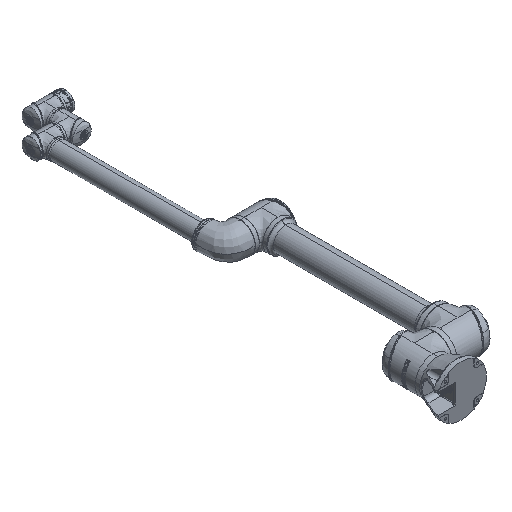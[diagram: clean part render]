
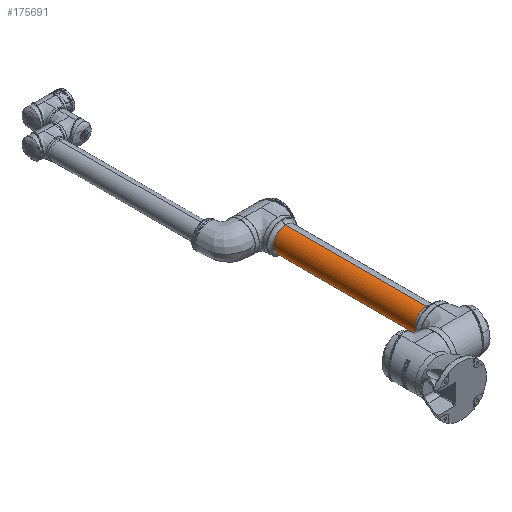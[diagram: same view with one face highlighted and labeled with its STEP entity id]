
A CAD part, isometric view. The second image highlights one B-rep face of the part: STEP entity #175691.
In plain terms, the highlighted cylindrical face has radius 60 mm (diameter 120 mm), a partial arc.
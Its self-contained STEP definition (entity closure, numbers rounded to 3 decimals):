
#6017 = LINE ( 'NONE', #130391, #25422 ) ;
#12553 = ORIENTED_EDGE ( 'NONE', *, *, #138246, .F. ) ;
#13330 = CARTESIAN_POINT ( 'NONE',  ( 86.001, 155.4, -60. ) ) ;
#21267 = VERTEX_POINT ( 'NONE', #93345 ) ;
#23156 = EDGE_LOOP ( 'NONE', ( #12553, #52229, #95973, #36981 ) ) ;
#25422 = VECTOR ( 'NONE', #60492, 1000. ) ;
#28802 = LINE ( 'NONE', #129287, #82717 ) ;
#33322 = CARTESIAN_POINT ( 'NONE',  ( 86.001, 155.4, 0. ) ) ;
#33345 = AXIS2_PLACEMENT_3D ( 'NONE', #147550, #65010, #66196 ) ;
#34674 = DIRECTION ( 'NONE',  ( 0., 0., -1. ) ) ;
#35244 = CARTESIAN_POINT ( 'NONE',  ( 86.001, 875.5, 0. ) ) ;
#36981 = ORIENTED_EDGE ( 'NONE', *, *, #135743, .T. ) ;
#44912 = DIRECTION ( 'NONE',  ( 0., -1., 0. ) ) ;
#44938 = VERTEX_POINT ( 'NONE', #100236 ) ;
#52229 = ORIENTED_EDGE ( 'NONE', *, *, #136558, .T. ) ;
#60492 = DIRECTION ( 'NONE',  ( 0., -1., 0. ) ) ;
#61025 = DIRECTION ( 'NONE',  ( 0., 1., 0. ) ) ;
#65010 = DIRECTION ( 'NONE',  ( 0., -1., 0. ) ) ;
#66196 = DIRECTION ( 'NONE',  ( 0., 0., -1. ) ) ;
#70037 = CIRCLE ( 'NONE', #82984, 60. ) ;
#73004 = EDGE_CURVE ( 'NONE', #95409, #102304, #6017, .T. ) ;
#74528 = CYLINDRICAL_SURFACE ( 'NONE', #103645, 60. ) ;
#82717 = VECTOR ( 'NONE', #44912, 1000. ) ;
#82984 = AXIS2_PLACEMENT_3D ( 'NONE', #33322, #61025, #113535 ) ;
#87390 = CIRCLE ( 'NONE', #33345, 60. ) ;
#93345 = CARTESIAN_POINT ( 'NONE',  ( 86.001, 856.531, 60. ) ) ;
#95409 = VERTEX_POINT ( 'NONE', #178588 ) ;
#95973 = ORIENTED_EDGE ( 'NONE', *, *, #73004, .T. ) ;
#100236 = CARTESIAN_POINT ( 'NONE',  ( 86.001, 155.4, 60. ) ) ;
#102304 = VERTEX_POINT ( 'NONE', #13330 ) ;
#103645 = AXIS2_PLACEMENT_3D ( 'NONE', #35244, #159391, #34674 ) ;
#113535 = DIRECTION ( 'NONE',  ( 0., 0., -1. ) ) ;
#129287 = CARTESIAN_POINT ( 'NONE',  ( 86.001, 875.5, 60. ) ) ;
#130391 = CARTESIAN_POINT ( 'NONE',  ( 86.001, 875.5, -60. ) ) ;
#135743 = EDGE_CURVE ( 'NONE', #102304, #44938, #70037, .T. ) ;
#136558 = EDGE_CURVE ( 'NONE', #21267, #95409, #87390, .T. ) ;
#138246 = EDGE_CURVE ( 'NONE', #21267, #44938, #28802, .T. ) ;
#147550 = CARTESIAN_POINT ( 'NONE',  ( 86.001, 856.531, 0. ) ) ;
#159391 = DIRECTION ( 'NONE',  ( 0., -1., 0. ) ) ;
#175691 = ADVANCED_FACE ( 'NONE', ( #177996 ), #74528, .T. ) ;
#177996 = FACE_OUTER_BOUND ( 'NONE', #23156, .T. ) ;
#178588 = CARTESIAN_POINT ( 'NONE',  ( 86.001, 856.531, -60. ) ) ;
